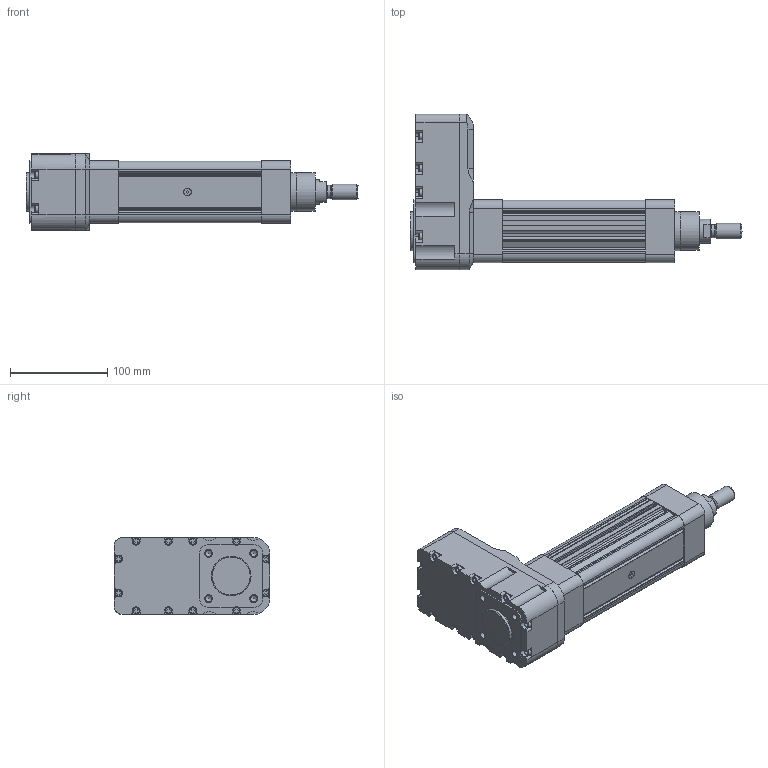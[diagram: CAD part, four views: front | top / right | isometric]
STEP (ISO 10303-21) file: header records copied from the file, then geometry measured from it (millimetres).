
FILE_DESCRIPTION(/* description */ ('Alibre Inc.'),/* implementation_level */ '2;1');
FILE_NAME(/* name */ 'export-91CCBB83-49AD-4700-96CF-01EE2123FB72',/* time_stamp */ '2024-02-07T17:29:54+01:00',/* author */ (''),/* organization */ (''),/* preprocessor_version */ 'ST-DEVELOPER v17',/* originating_system */ 'Alibre',/* authorisation */ '');
FILE_SCHEMA (('AUTOMOTIVE_DESIGN'));
Length unit declared in the file: millimetre
Products named in the file (6): _5001hr; _ELEKTRO_ISO_15552_CIL3710500050__(140.5)_BARREL; _500611430hf; _ELEKTRO_ISO_15552_CIL371050____682220_GEARBOX; _500150rod; 3710500050682220-( GA-M0)-0-0
Bounding box: 341 x 159.5 x 79 mm (x, y, z)
Volume: 1360954.7 mm3; surface area: 208779 mm2
Topology: 5 solids, 5 shells, 566 faces, 1444 edges, 952 vertices
Faces by surface type: plane 330, cylinder 188, cone 45, torus 3
Full cylindrical faces by diameter (mm): 3 x1, 4.134 x4, 6.647 x12, 7 x12, 8 x1, 10 x1, 11 x8, 12 x8, 13.5 x1, 14 x2, 16 x1, 25 x2, 25.5 x1, 39.5 x1, 40 x2, 50 x4
Entity records: 17133 total; most frequent: CARTESIAN_POINT 3007, ORIENTED_EDGE 2834, DIRECTION 2642, EDGE_CURVE 1417, AXIS2_PLACEMENT_3D 1003, VECTOR 969, LINE 969, VERTEX_POINT 951
